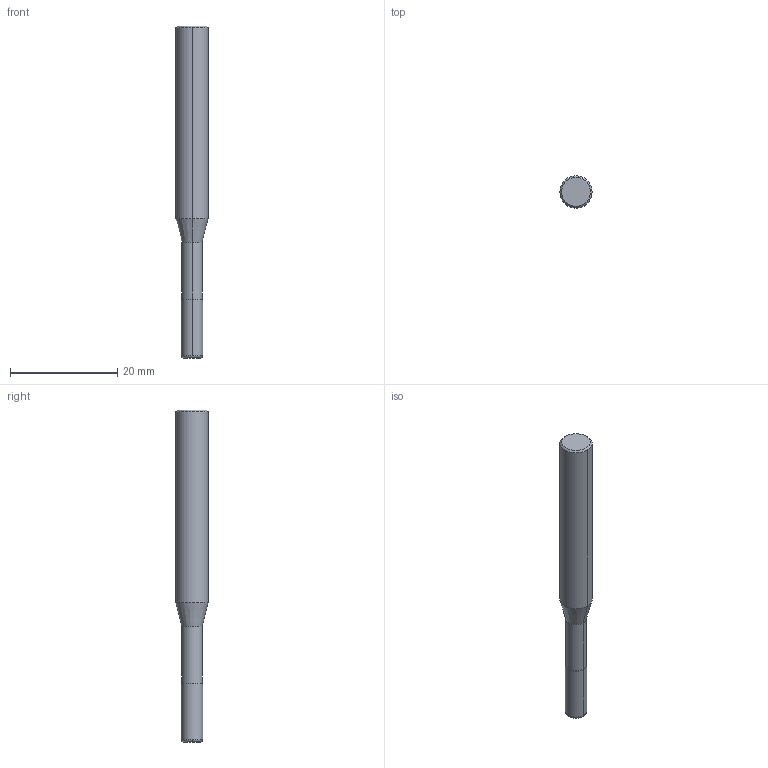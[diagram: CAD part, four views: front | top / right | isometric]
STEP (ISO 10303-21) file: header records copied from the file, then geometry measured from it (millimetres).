
FILE_DESCRIPTION(('STEP AP214'),'1');
FILE_NAME('608106218-000-00-E43.stp','2024-06-20T09:23:56',(' '),(' '),'Spatial InterOp 3D',' ',' ');
FILE_SCHEMA(('AUTOMOTIVE_DESIGN { 1 0 10303 214 1 1 1 1 }'));
Length unit declared in the file: millimetre
Products named in the file (1): 1
Bounding box: 6 x 6 x 62 mm (x, y, z)
Volume: 1359.2 mm3; surface area: 1071.7 mm2
Topology: 2 solids, 2 shells, 16 faces, 47 edges, 51 vertices
Faces by surface type: cylinder 6, plane 4, cone 4, torus 2
Entity records: 772 total; most frequent: DIRECTION 109, CARTESIAN_POINT 88, ORIENTED_EDGE 62, AXIS2_PLACEMENT_3D 44, STYLED_ITEM 32, PRESENTATION_STYLE_ASSIGNMENT 32, COLOUR_RGB 32, EDGE_CURVE 31
